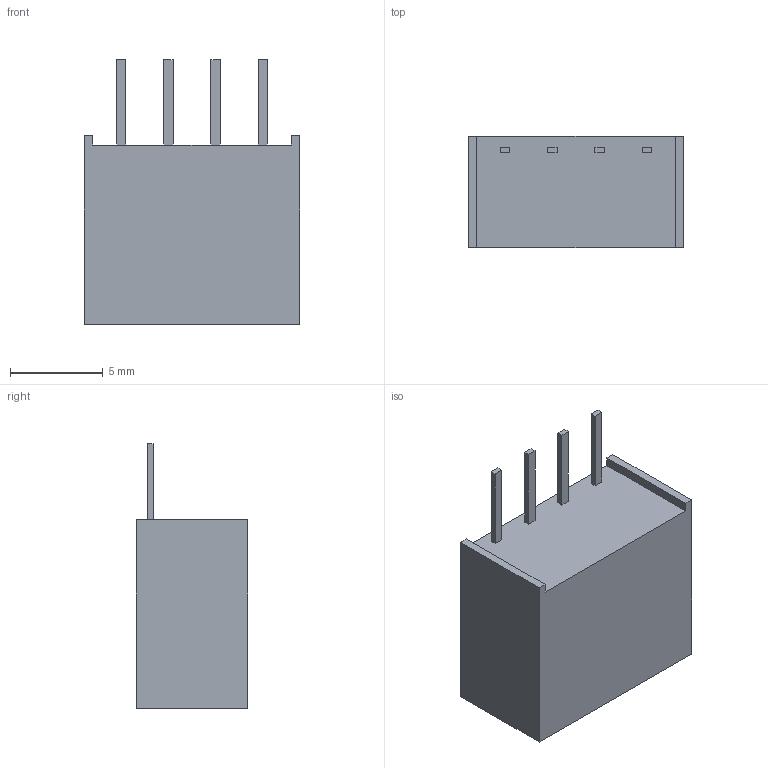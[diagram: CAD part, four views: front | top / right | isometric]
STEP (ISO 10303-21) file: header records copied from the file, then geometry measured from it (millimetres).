
FILE_DESCRIPTION (( 'STEP AP214' ), '1' );
FILE_NAME ('23BED55A-4470-4312-85A4-002A3DCC53EB.STEP', '2024-05-06T09:32:48', ( '' ), ( '' ), 'SwSTEP 2.0', 'SolidWorks 2022', '' );
FILE_SCHEMA (( 'AUTOMOTIVE_DESIGN' ));
Length unit declared in the file: millimetre
Products named in the file (1): 23BED55A-4470-4312-85A4-002A3DCC53EB
Bounding box: 11.6 x 6.01 x 14.26 mm (x, y, z)
Volume: 677.8 mm3; surface area: 522.5 mm2
Topology: 1 solids, 1 shells, 153 faces, 410 edges, 272 vertices
Faces by surface type: plane 95, bspline 56, cylinder 2
Entity records: 7496 total; most frequent: CARTESIAN_POINT 3882, ORIENTED_EDGE 820, DIRECTION 498, EDGE_CURVE 410, LINE 294, VECTOR 294, VERTEX_POINT 272, EDGE_LOOP 166
